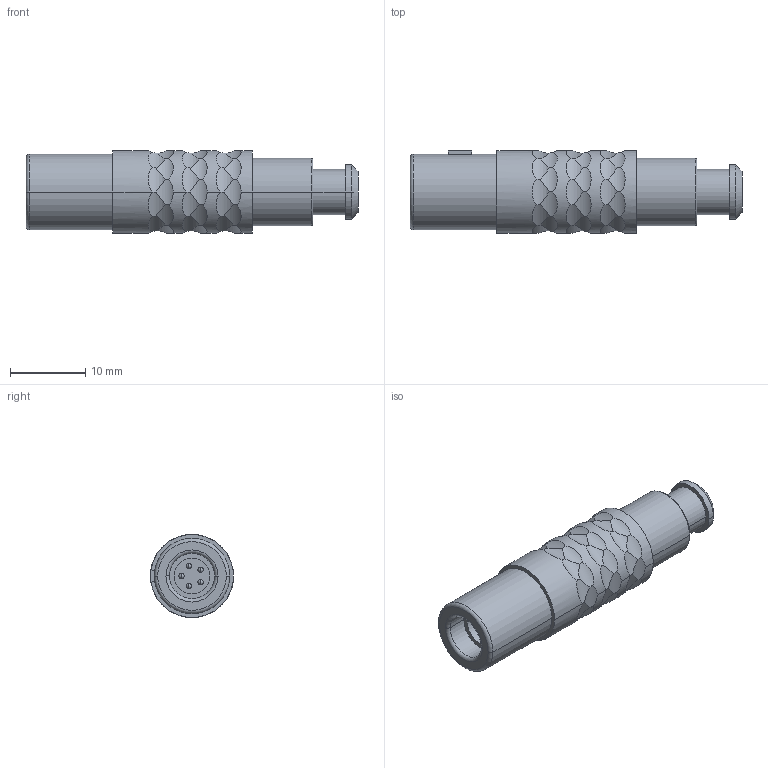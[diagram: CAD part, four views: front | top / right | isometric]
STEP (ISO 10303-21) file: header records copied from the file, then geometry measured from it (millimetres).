
FILE_DESCRIPTION((''),'2;1');
FILE_NAME('S20K0C-P05M','2013-10-31T',('RTrager'),(''),'PRO/ENGINEER BY PARAMETRIC TECHNOLOGY CORPORATION, 2013050','PRO/ENGINEER BY PARAMETRIC TECHNOLOGY CORPORATION, 2013050','');
FILE_SCHEMA(('CONFIG_CONTROL_DESIGN'));
Length unit declared in the file: millimetre
Products named in the file (1): S20K0C-P05M
Bounding box: 44 x 11 x 11 mm (x, y, z)
Volume: 2678.5 mm3; surface area: 2180.2 mm2
Topology: 1 solids, 1 shells, 185 faces, 479 edges, 305 vertices
Faces by surface type: cylinder 129, plane 28, torus 11, sphere 10, bspline 5, cone 2
Entity records: 7915 total; most frequent: CARTESIAN_POINT 3717, ORIENTED_EDGE 938, DIRECTION 761, EDGE_CURVE 469, AXIS2_PLACEMENT_3D 329, VERTEX_POINT 305, B_SPLINE_CURVE_WITH_KNOTS 217, EDGE_LOOP 204
